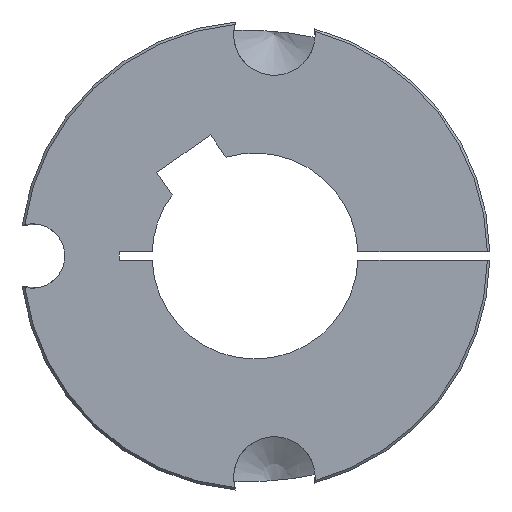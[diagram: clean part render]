
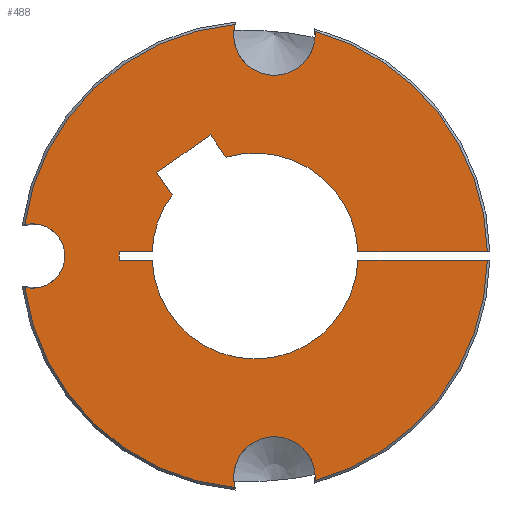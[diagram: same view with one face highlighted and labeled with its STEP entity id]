
A CAD part, left-side view. The second image highlights one B-rep face of the part: STEP entity #488.
In plain terms, the highlighted planar face has unit normal (-1, 0, 0).
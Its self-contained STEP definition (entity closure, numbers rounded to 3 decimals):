
#15=PLANE('',#544);
#42=FACE_OUTER_BOUND('',#68,.T.);
#68=EDGE_LOOP('',(#360,#361,#362,#363,#364,#365,#366,#367,#368,#369,#370,
#371,#372,#373,#374,#375,#376,#377));
#90=CIRCLE('',#527,4.95);
#91=CIRCLE('',#529,3.903);
#96=CIRCLE('',#537,12.5);
#101=CIRCLE('',#545,12.5);
#102=CIRCLE('',#546,28.2);
#103=CIRCLE('',#547,28.2);
#104=CIRCLE('',#548,28.2);
#105=CIRCLE('',#549,4.95);
#106=CIRCLE('',#550,28.2);
#107=CIRCLE('',#551,12.5);
#132=LINE('',#858,#164);
#133=LINE('',#860,#165);
#134=LINE('',#864,#166);
#135=LINE('',#866,#167);
#136=LINE('',#867,#168);
#137=LINE('',#869,#169);
#138=LINE('',#879,#170);
#139=LINE('',#882,#171);
#164=VECTOR('',#631,1000.);
#165=VECTOR('',#632,1000.);
#166=VECTOR('',#635,1000.);
#167=VECTOR('',#636,1000.);
#168=VECTOR('',#637,1000.);
#169=VECTOR('',#638,1000.);
#170=VECTOR('',#649,1000.);
#171=VECTOR('',#652,1000.);
#199=VERTEX_POINT('',#781);
#200=VERTEX_POINT('',#782);
#203=VERTEX_POINT('',#807);
#204=VERTEX_POINT('',#808);
#213=VERTEX_POINT('',#837);
#214=VERTEX_POINT('',#839);
#218=VERTEX_POINT('',#856);
#219=VERTEX_POINT('',#857);
#220=VERTEX_POINT('',#859);
#221=VERTEX_POINT('',#861);
#222=VERTEX_POINT('',#863);
#223=VERTEX_POINT('',#865);
#224=VERTEX_POINT('',#868);
#225=VERTEX_POINT('',#872);
#226=VERTEX_POINT('',#874);
#227=VERTEX_POINT('',#876);
#228=VERTEX_POINT('',#878);
#229=VERTEX_POINT('',#880);
#251=EDGE_CURVE('',#199,#200,#90,.T.);
#256=EDGE_CURVE('',#203,#204,#91,.T.);
#266=EDGE_CURVE('',#214,#213,#96,.T.);
#274=EDGE_CURVE('',#218,#219,#132,.T.);
#275=EDGE_CURVE('',#219,#220,#133,.T.);
#276=EDGE_CURVE('',#220,#221,#101,.T.);
#277=EDGE_CURVE('',#221,#222,#134,.T.);
#278=EDGE_CURVE('',#222,#223,#135,.T.);
#279=EDGE_CURVE('',#223,#214,#136,.T.);
#280=EDGE_CURVE('',#213,#224,#137,.T.);
#281=EDGE_CURVE('',#199,#224,#102,.T.);
#282=EDGE_CURVE('',#203,#200,#103,.T.);
#283=EDGE_CURVE('',#225,#204,#104,.T.);
#284=EDGE_CURVE('',#225,#226,#105,.T.);
#285=EDGE_CURVE('',#227,#226,#106,.T.);
#286=EDGE_CURVE('',#227,#228,#138,.T.);
#287=EDGE_CURVE('',#228,#229,#107,.T.);
#288=EDGE_CURVE('',#229,#218,#139,.T.);
#360=ORIENTED_EDGE('',*,*,#274,.T.);
#361=ORIENTED_EDGE('',*,*,#275,.T.);
#362=ORIENTED_EDGE('',*,*,#276,.T.);
#363=ORIENTED_EDGE('',*,*,#277,.T.);
#364=ORIENTED_EDGE('',*,*,#278,.T.);
#365=ORIENTED_EDGE('',*,*,#279,.T.);
#366=ORIENTED_EDGE('',*,*,#266,.T.);
#367=ORIENTED_EDGE('',*,*,#280,.T.);
#368=ORIENTED_EDGE('',*,*,#281,.F.);
#369=ORIENTED_EDGE('',*,*,#251,.T.);
#370=ORIENTED_EDGE('',*,*,#282,.F.);
#371=ORIENTED_EDGE('',*,*,#256,.T.);
#372=ORIENTED_EDGE('',*,*,#283,.F.);
#373=ORIENTED_EDGE('',*,*,#284,.T.);
#374=ORIENTED_EDGE('',*,*,#285,.F.);
#375=ORIENTED_EDGE('',*,*,#286,.T.);
#376=ORIENTED_EDGE('',*,*,#287,.T.);
#377=ORIENTED_EDGE('',*,*,#288,.T.);
#488=ADVANCED_FACE('',(#42),#15,.F.);
#527=AXIS2_PLACEMENT_3D('',#783,#592,#593);
#529=AXIS2_PLACEMENT_3D('',#809,#596,#597);
#537=AXIS2_PLACEMENT_3D('',#840,#613,#614);
#544=AXIS2_PLACEMENT_3D('',#855,#629,#630);
#545=AXIS2_PLACEMENT_3D('',#862,#633,#634);
#546=AXIS2_PLACEMENT_3D('',#870,#639,#640);
#547=AXIS2_PLACEMENT_3D('',#871,#641,#642);
#548=AXIS2_PLACEMENT_3D('',#873,#643,#644);
#549=AXIS2_PLACEMENT_3D('',#875,#645,#646);
#550=AXIS2_PLACEMENT_3D('',#877,#647,#648);
#551=AXIS2_PLACEMENT_3D('',#881,#650,#651);
#592=DIRECTION('center_axis',(1.,0.,0.));
#593=DIRECTION('ref_axis',(0.,-0.997,0.073));
#596=DIRECTION('center_axis',(1.,0.,0.));
#597=DIRECTION('ref_axis',(0.,0.246,0.969));
#613=DIRECTION('center_axis',(1.,0.,0.));
#614=DIRECTION('ref_axis',(0.,0.281,0.96));
#629=DIRECTION('center_axis',(1.,0.,0.));
#630=DIRECTION('ref_axis',(0.,0.,-1.));
#631=DIRECTION('',(0.,0.,1.));
#632=DIRECTION('',(0.,-1.,0.));
#633=DIRECTION('center_axis',(1.,0.,0.));
#634=DIRECTION('ref_axis',(0.,0.999,0.04));
#635=DIRECTION('',(0.,0.574,0.819));
#636=DIRECTION('',(0.,-0.819,0.574));
#637=DIRECTION('',(0.,-0.574,-0.819));
#638=DIRECTION('',(0.,-1.,0.));
#639=DIRECTION('center_axis',(1.,0.,0.));
#640=DIRECTION('ref_axis',(0.,-0.258,0.966));
#641=DIRECTION('center_axis',(1.,0.,0.));
#642=DIRECTION('ref_axis',(0.,0.991,0.134));
#643=DIRECTION('center_axis',(1.,0.,0.));
#644=DIRECTION('ref_axis',(0.,0.087,-0.996));
#645=DIRECTION('center_axis',(1.,0.,0.));
#646=DIRECTION('ref_axis',(0.,0.97,-0.245));
#647=DIRECTION('center_axis',(1.,0.,0.));
#648=DIRECTION('ref_axis',(0.,-1.,-0.018));
#649=DIRECTION('',(0.,1.,0.));
#650=DIRECTION('center_axis',(1.,0.,0.));
#651=DIRECTION('ref_axis',(0.,-0.999,-0.04));
#652=DIRECTION('',(0.,1.,0.));
#781=CARTESIAN_POINT('',(0.,-7.289,27.242));
#782=CARTESIAN_POINT('',(0.,2.448,28.094));
#783=CARTESIAN_POINT('Origin',(0.,-2.352,26.882));
#807=CARTESIAN_POINT('',(0.,27.945,3.783));
#808=CARTESIAN_POINT('',(0.,27.945,-3.783));
#809=CARTESIAN_POINT('Origin',(0.,26.985,0.));
#837=CARTESIAN_POINT('',(0.,-12.49,0.5));
#839=CARTESIAN_POINT('',(0.,3.516,11.995));
#840=CARTESIAN_POINT('Origin',(0.,0.,0.));
#855=CARTESIAN_POINT('Origin',(0.,0.,0.));
#856=CARTESIAN_POINT('',(0.,16.5,-0.5));
#857=CARTESIAN_POINT('',(0.,16.5,0.5));
#858=CARTESIAN_POINT('',(0.,16.5,-0.5));
#859=CARTESIAN_POINT('',(0.,12.49,0.5));
#860=CARTESIAN_POINT('',(0.,16.5,0.5));
#861=CARTESIAN_POINT('',(0.,10.069,7.407));
#862=CARTESIAN_POINT('Origin',(0.,0.,0.));
#863=CARTESIAN_POINT('',(0.,11.962,10.11));
#864=CARTESIAN_POINT('',(0.,10.069,7.407));
#865=CARTESIAN_POINT('',(0.,5.409,14.698));
#866=CARTESIAN_POINT('',(0.,11.962,10.11));
#867=CARTESIAN_POINT('',(0.,5.409,14.698));
#868=CARTESIAN_POINT('',(0.,-28.196,0.5));
#869=CARTESIAN_POINT('',(0.,-12.49,0.5));
#870=CARTESIAN_POINT('Origin',(0.,0.,0.));
#871=CARTESIAN_POINT('Origin',(0.,0.,0.));
#872=CARTESIAN_POINT('',(0.,2.448,-28.094));
#873=CARTESIAN_POINT('Origin',(0.,0.,0.));
#874=CARTESIAN_POINT('',(0.,-7.289,-27.242));
#875=CARTESIAN_POINT('Origin',(0.,-2.352,-26.882));
#876=CARTESIAN_POINT('',(0.,-28.196,-0.5));
#877=CARTESIAN_POINT('Origin',(0.,0.,0.));
#878=CARTESIAN_POINT('',(0.,-12.49,-0.5));
#879=CARTESIAN_POINT('',(0.,-28.196,-0.5));
#880=CARTESIAN_POINT('',(0.,12.49,-0.5));
#881=CARTESIAN_POINT('Origin',(0.,0.,0.));
#882=CARTESIAN_POINT('',(0.,12.49,-0.5));
